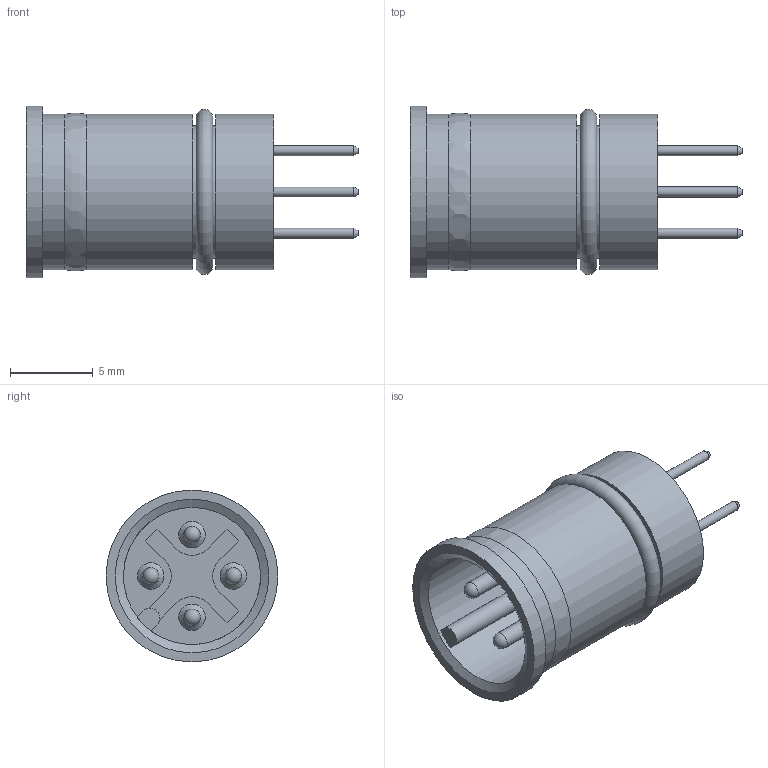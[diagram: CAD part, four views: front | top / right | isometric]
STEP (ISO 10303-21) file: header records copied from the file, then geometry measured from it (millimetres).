
FILE_DESCRIPTION(/* description */ (''),/* implementation_level */ '2;1');
FILE_NAME(/* name */ '09-0431-474-04.stp',/* time_stamp */ '2010-07-19T10:27:50+02:00',/* author */ (''),/* organization */ (''),/* preprocessor_version */ 'ST-DEVELOPER v11',/* originating_system */ 'UGS - NX 5.0',/* authorisation */ '');
FILE_SCHEMA (('CONFIG_CONTROL_DESIGN'));
Length unit declared in the file: millimetre
Products named in the file (1): kbor8AB8sn5b
Bounding box: 20.1 x 10.4 x 10.4 mm (x, y, z)
Volume: 466.4 mm3; surface area: 1236 mm2
Topology: 2 solids, 2 shells, 92 faces, 228 edges, 148 vertices
Faces by surface type: plane 45, cylinder 28, cone 13, sphere 4, torus 1, bspline 1
Full cylindrical faces by diameter (mm): 0.6 x4, 1 x4, 1.05 x4, 8 x2, 8.3 x1, 9.4 x3, 10.4 x1
Entity records: 2431 total; most frequent: DIRECTION 420, CARTESIAN_POINT 411, ORIENTED_EDGE 328, EDGE_CURVE 164, AXIS2_PLACEMENT_3D 164, EDGE_LOOP 142, VERTEX_POINT 127, FACE_BOUND 96
